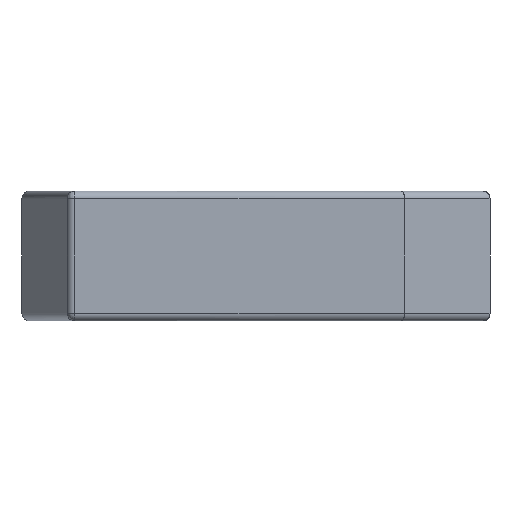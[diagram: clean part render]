
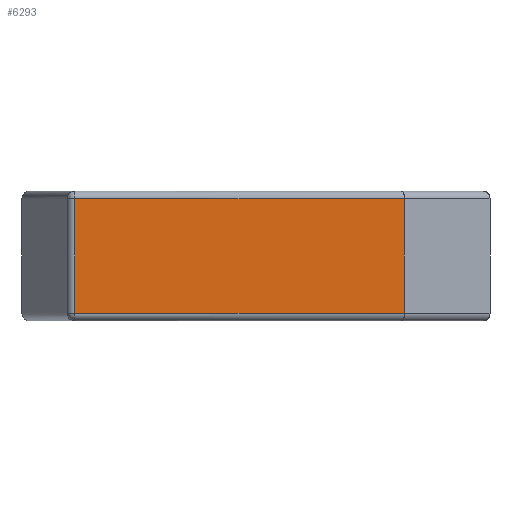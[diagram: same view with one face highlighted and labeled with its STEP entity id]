
A CAD part, left-side view. The second image highlights one B-rep face of the part: STEP entity #6293.
In plain terms, the highlighted planar face has unit normal (-1, 0, 0).
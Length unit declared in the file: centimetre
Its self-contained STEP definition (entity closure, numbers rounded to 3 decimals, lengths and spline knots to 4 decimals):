
#18 = DIRECTION ( 'NONE',  ( 0., 0., 1. ) ) ;
#139 = CARTESIAN_POINT ( 'NONE',  ( -0.7064, 7.0774, 3.25 ) ) ;
#282 = ORIENTED_EDGE ( 'NONE', *, *, #1626, .T. ) ;
#293 = VECTOR ( 'NONE', #3464, 100. ) ;
#386 = LINE ( 'NONE', #1655, #1477 ) ;
#488 = CARTESIAN_POINT ( 'NONE',  ( -0.7064, 0., -0.5 ) ) ;
#630 = AXIS2_PLACEMENT_3D ( 'NONE', #5673, #4037, #2933 ) ;
#721 = VECTOR ( 'NONE', #18, 100. ) ;
#1082 = VERTEX_POINT ( 'NONE', #4685 ) ;
#1372 = DIRECTION ( 'NONE',  ( 0., 0., -1. ) ) ;
#1477 = VECTOR ( 'NONE', #1372, 100. ) ;
#1626 = EDGE_CURVE ( 'NONE', #3462, #1082, #5565, .T. ) ;
#1655 = CARTESIAN_POINT ( 'NONE',  ( -0.7064, 7.0774, -0.75 ) ) ;
#1774 = FACE_OUTER_BOUND ( 'NONE', #2228, .T. ) ;
#2095 = LINE ( 'NONE', #488, #5664 ) ;
#2120 = EDGE_CURVE ( 'NONE', #2740, #3462, #2095, .T. ) ;
#2228 = EDGE_LOOP ( 'NONE', ( #2622, #7527, #282, #4226 ) ) ;
#2622 = ORIENTED_EDGE ( 'NONE', *, *, #2859, .T. ) ;
#2740 = VERTEX_POINT ( 'NONE', #3552 ) ;
#2859 = EDGE_CURVE ( 'NONE', #5849, #2740, #386, .T. ) ;
#2933 = DIRECTION ( 'NONE',  ( 0., 0., -1. ) ) ;
#2960 = LINE ( 'NONE', #5616, #293 ) ;
#3401 = DIRECTION ( 'NONE',  ( 0., -1., 0. ) ) ;
#3462 = VERTEX_POINT ( 'NONE', #6925 ) ;
#3464 = DIRECTION ( 'NONE',  ( 0., 1., 0. ) ) ;
#3467 = PLANE ( 'NONE',  #630 ) ;
#3529 = CARTESIAN_POINT ( 'NONE',  ( -0.7064, -3.708, -0.75 ) ) ;
#3552 = CARTESIAN_POINT ( 'NONE',  ( -0.7064, 7.0774, -0.5 ) ) ;
#4037 = DIRECTION ( 'NONE',  ( 1., 0., 0. ) ) ;
#4226 = ORIENTED_EDGE ( 'NONE', *, *, #6921, .T. ) ;
#4685 = CARTESIAN_POINT ( 'NONE',  ( -0.7064, -3.708, 3.25 ) ) ;
#5565 = LINE ( 'NONE', #3529, #721 ) ;
#5616 = CARTESIAN_POINT ( 'NONE',  ( -0.7064, 7.292, 3.25 ) ) ;
#5664 = VECTOR ( 'NONE', #3401, 100. ) ;
#5673 = CARTESIAN_POINT ( 'NONE',  ( -0.7064, 0., -0.75 ) ) ;
#5849 = VERTEX_POINT ( 'NONE', #139 ) ;
#6293 = ADVANCED_FACE ( 'NONE', ( #1774 ), #3467, .F. ) ;
#6921 = EDGE_CURVE ( 'NONE', #1082, #5849, #2960, .T. ) ;
#6925 = CARTESIAN_POINT ( 'NONE',  ( -0.7064, -3.708, -0.5 ) ) ;
#7527 = ORIENTED_EDGE ( 'NONE', *, *, #2120, .T. ) ;
